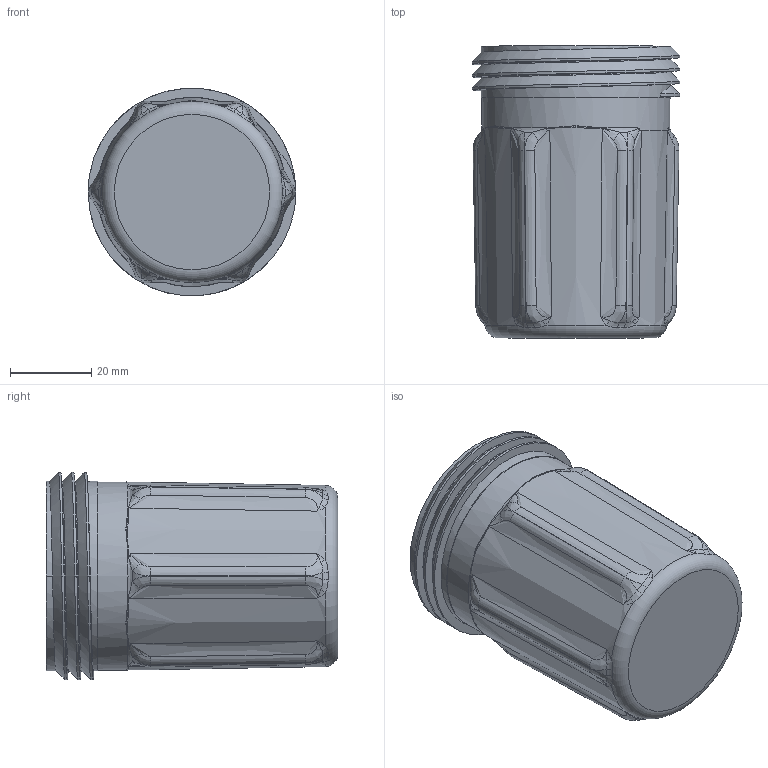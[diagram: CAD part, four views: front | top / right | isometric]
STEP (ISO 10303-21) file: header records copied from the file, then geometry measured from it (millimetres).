
FILE_DESCRIPTION(/* description */ ('MINI T-STRAINER BOWL'),/* implementation_level */ '2;1');
FILE_NAME(/* name */ 'LSTM050B.stp',/* time_stamp */ '2020-09-15T09:26:04-04:00',/* author */ ('MJC'),/* organization */ (''),/* preprocessor_version */ 'ST-DEVELOPER v17.2',/* originating_system */ 'Autodesk Inventor 2019',/* authorisation */ '');
FILE_SCHEMA (('AUTOMOTIVE_DESIGN { 1 0 10303 214 3 1 1 }'));
Length unit declared in the file: inch
Products named in the file (1): LSTM050B
Bounding box: 51.06 x 71.75 x 50.99 mm (x, y, z)
Volume: 43580.4 mm3; surface area: 24157.4 mm2
Topology: 1 solids, 1 shells, 200 faces, 512 edges, 306 vertices
Faces by surface type: bspline 148, cylinder 15, cone 12, plane 12, torus 10, sphere 3
Full cylindrical faces by diameter (mm): 20.32 x1, 46.228 x1, 46.558 x3, 51.057 x2
Entity records: 10646 total; most frequent: CARTESIAN_POINT 6796, ORIENTED_EDGE 1000, EDGE_CURVE 500, DIRECTION 453, B_SPLINE_CURVE_WITH_KNOTS 317, VERTEX_POINT 306, AXIS2_PLACEMENT_3D 217, EDGE_LOOP 204
